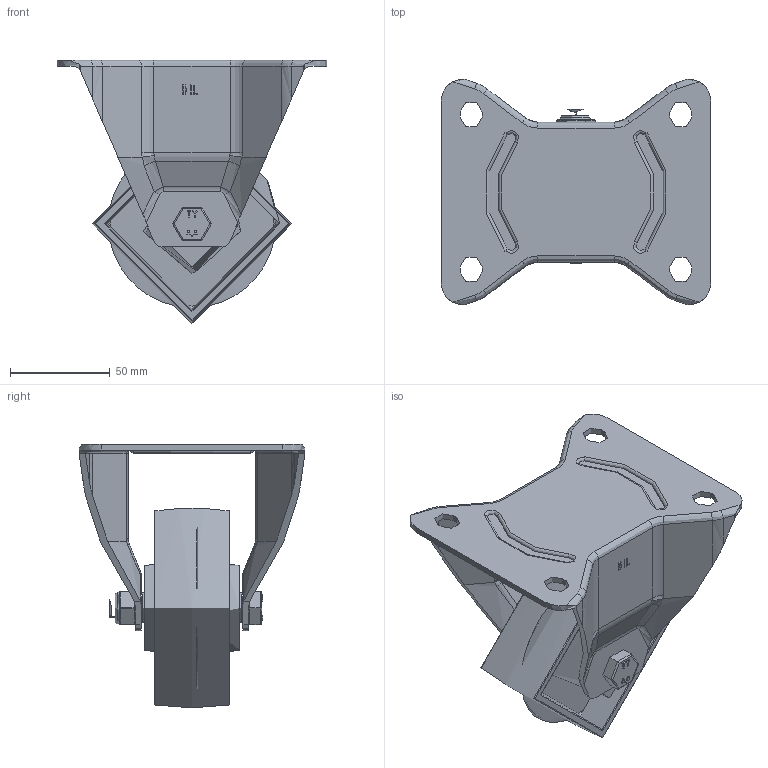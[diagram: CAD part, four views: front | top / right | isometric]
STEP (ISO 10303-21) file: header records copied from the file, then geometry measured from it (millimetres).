
FILE_DESCRIPTION(/* description */ (''),/* implementation_level */ '2;1');
FILE_NAME(/* name */ 'BZPHF100CI.step',/* time_stamp */ '2025-05-28T11:40:26+01:00',/* author */ (''),/* organization */ (''),/* preprocessor_version */ 'ST-DEVELOPER v20.1',/* originating_system */ 'Autodesk Translation Framework v14.10.0.0',/* authorisation */ '');
FILE_SCHEMA (('AUTOMOTIVE_DESIGN { 1 0 10303 214 3 1 1 }'));
Length unit declared in the file: millimetre
Products named in the file (15): BZPHF100CI; BZPHF100AS v1; ZINC PLATED, PRESSED STEEL BRACKET; BZH100WCI v1; CAST IRON WHEEL; CAST IRON WHEEL Geometry; GREASE NIPPLE; TUBEM15X50 v1; ZINC PLATED AXLE TUBE; HEXBOLTM10X70Z8.8 v2; GRADE 8.8 THREADED ZINC PLATED BOLT; NYLOCM10Z v1; NYLOC NUT; RUBBER; NUT
Assembly tree (14 placements, depth 4):
  BZPHF100CI
    BZPHF100AS v1
      ZINC PLATED, PRESSED STEEL BRACKET
    BZH100WCI v1
      CAST IRON WHEEL
        CAST IRON WHEEL Geometry
        GREASE NIPPLE
    TUBEM15X50 v1
      ZINC PLATED AXLE TUBE
    HEXBOLTM10X70Z8.8 v2
      GRADE 8.8 THREADED ZINC PLATED BOLT
    NYLOCM10Z v1
      NYLOC NUT
        RUBBER
        NUT
Bounding box: 135 x 113 x 132 mm (x, y, z)
Volume: 255060 mm3; surface area: 106281.2 mm2
Topology: 7 solids, 7 shells, 474 faces, 1199 edges, 760 vertices
Faces by surface type: plane 164, cylinder 142, bspline 109, torus 39, sphere 13, cone 7
Full cylindrical faces by diameter (mm): 4 x1, 8.141 x18, 9.85 x19, 10 x3, 10.2 x2, 10.5 x1, 12 x2, 15 x1, 15.2 x1, 16 x2
Entity records: 29574 total; most frequent: CARTESIAN_POINT 18376, ORIENTED_EDGE 2388, DIRECTION 2044, EDGE_CURVE 1194, VERTEX_POINT 760, AXIS2_PLACEMENT_3D 759, LINE 526, VECTOR 526
